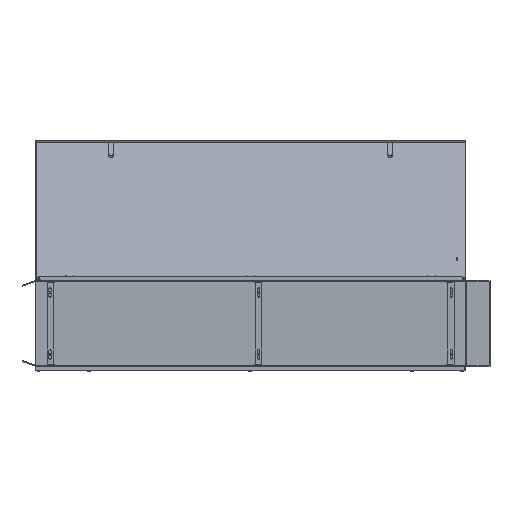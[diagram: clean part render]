
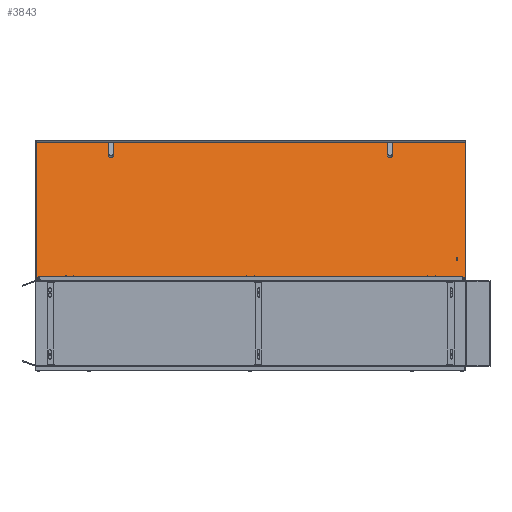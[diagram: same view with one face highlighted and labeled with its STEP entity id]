
A CAD part, left-side view. The second image highlights one B-rep face of the part: STEP entity #3843.
In plain terms, the highlighted face is planar.
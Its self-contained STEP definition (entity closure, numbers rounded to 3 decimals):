
#7 = VERTEX_POINT ( 'NONE', #16522 ) ;
#228 = ORIENTED_EDGE ( 'NONE', *, *, #9894, .F. ) ;
#493 = VERTEX_POINT ( 'NONE', #14999 ) ;
#551 = VERTEX_POINT ( 'NONE', #13335 ) ;
#648 = DIRECTION ( 'NONE',  ( 0., 0., 1. ) ) ;
#915 = PLANE ( 'NONE',  #8506 ) ;
#946 = CARTESIAN_POINT ( 'NONE',  ( -296., 0., -1. ) ) ;
#980 = EDGE_CURVE ( 'NONE', #7, #551, #11276, .T. ) ;
#1059 = EDGE_CURVE ( 'NONE', #18377, #16207, #13299, .T. ) ;
#1065 = AXIS2_PLACEMENT_3D ( 'NONE', #18532, #2721, #9011 ) ;
#1124 = LINE ( 'NONE', #19692, #20007 ) ;
#1359 = DIRECTION ( 'NONE',  ( 0., 0., -1. ) ) ;
#1497 = CARTESIAN_POINT ( 'NONE',  ( 209., -862., -1. ) ) ;
#1873 = DIRECTION ( 'NONE',  ( -1., 0., 0. ) ) ;
#1879 = ORIENTED_EDGE ( 'NONE', *, *, #16398, .F. ) ;
#2328 = DIRECTION ( 'NONE',  ( 1., 0., 0. ) ) ;
#2331 = EDGE_CURVE ( 'NONE', #493, #20257, #17504, .T. ) ;
#2430 = DIRECTION ( 'NONE',  ( 0., -1., 0. ) ) ;
#2533 = ORIENTED_EDGE ( 'NONE', *, *, #980, .T. ) ;
#2581 = CARTESIAN_POINT ( 'NONE',  ( 296., -896., -1. ) ) ;
#2717 = EDGE_CURVE ( 'NONE', #16270, #7739, #10014, .T. ) ;
#2721 = DIRECTION ( 'NONE',  ( 0., 0., 1. ) ) ;
#3039 = EDGE_CURVE ( 'NONE', #17428, #12317, #16791, .T. ) ;
#3106 = EDGE_CURVE ( 'NONE', #7739, #18377, #1124, .T. ) ;
#3524 = ORIENTED_EDGE ( 'NONE', *, *, #6330, .T. ) ;
#3682 = EDGE_CURVE ( 'NONE', #551, #7, #17107, .T. ) ;
#3737 = CARTESIAN_POINT ( 'NONE',  ( -253.5, 582., -1. ) ) ;
#3843 = ADVANCED_FACE ( 'NONE', ( #12344, #11368, #7135, #11126 ), #915, .F. ) ;
#3948 = ORIENTED_EDGE ( 'NONE', *, *, #2331, .F. ) ;
#4062 = DIRECTION ( 'NONE',  ( 1., 0., 0. ) ) ;
#4143 = CARTESIAN_POINT ( 'NONE',  ( -296., 896., -1. ) ) ;
#4247 = CARTESIAN_POINT ( 'NONE',  ( -296., -896., -1. ) ) ;
#4555 = CARTESIAN_POINT ( 'NONE',  ( 212., -862., -1. ) ) ;
#5766 = CIRCLE ( 'NONE', #13168, 3. ) ;
#6011 = DIRECTION ( 'NONE',  ( 1., 0., 0. ) ) ;
#6330 = EDGE_CURVE ( 'NONE', #12317, #17428, #10280, .T. ) ;
#7066 = DIRECTION ( 'NONE',  ( 1., 0., 0. ) ) ;
#7135 = FACE_OUTER_BOUND ( 'NONE', #7604, .T. ) ;
#7604 = EDGE_LOOP ( 'NONE', ( #14973, #228, #8308, #12409 ) ) ;
#7739 = VERTEX_POINT ( 'NONE', #4247 ) ;
#8125 = AXIS2_PLACEMENT_3D ( 'NONE', #18014, #17879, #10152 ) ;
#8299 = CARTESIAN_POINT ( 'NONE',  ( -230.5, 582., -1. ) ) ;
#8308 = ORIENTED_EDGE ( 'NONE', *, *, #1059, .F. ) ;
#8506 = AXIS2_PLACEMENT_3D ( 'NONE', #15044, #14982, #4062 ) ;
#9011 = DIRECTION ( 'NONE',  ( 1., 0., 0. ) ) ;
#9601 = DIRECTION ( 'NONE',  ( 0., 0., 1. ) ) ;
#9894 = EDGE_CURVE ( 'NONE', #16207, #16270, #11177, .T. ) ;
#10014 = LINE ( 'NONE', #946, #14538 ) ;
#10152 = DIRECTION ( 'NONE',  ( 1., 0., 0. ) ) ;
#10280 = CIRCLE ( 'NONE', #13615, 11.5 ) ;
#11126 = FACE_BOUND ( 'NONE', #11205, .T. ) ;
#11177 = LINE ( 'NONE', #17505, #15903 ) ;
#11205 = EDGE_LOOP ( 'NONE', ( #3948, #1879 ) ) ;
#11276 = CIRCLE ( 'NONE', #14917, 11.5 ) ;
#11368 = FACE_BOUND ( 'NONE', #18896, .T. ) ;
#11847 = CARTESIAN_POINT ( 'NONE',  ( 296., 896., -1. ) ) ;
#12317 = VERTEX_POINT ( 'NONE', #8299 ) ;
#12344 = FACE_BOUND ( 'NONE', #17797, .T. ) ;
#12409 = ORIENTED_EDGE ( 'NONE', *, *, #3106, .F. ) ;
#12498 = VECTOR ( 'NONE', #15854, 1000. ) ;
#12649 = CARTESIAN_POINT ( 'NONE',  ( 296., 0., -1. ) ) ;
#13168 = AXIS2_PLACEMENT_3D ( 'NONE', #4555, #1359, #6011 ) ;
#13299 = LINE ( 'NONE', #12649, #12498 ) ;
#13335 = CARTESIAN_POINT ( 'NONE',  ( -230.5, -582., -1. ) ) ;
#13610 = ORIENTED_EDGE ( 'NONE', *, *, #3682, .T. ) ;
#13615 = AXIS2_PLACEMENT_3D ( 'NONE', #18558, #9601, #20516 ) ;
#13636 = DIRECTION ( 'NONE',  ( 1., 0., 0. ) ) ;
#13957 = ORIENTED_EDGE ( 'NONE', *, *, #3039, .T. ) ;
#14538 = VECTOR ( 'NONE', #2430, 1000. ) ;
#14917 = AXIS2_PLACEMENT_3D ( 'NONE', #16615, #648, #2328 ) ;
#14973 = ORIENTED_EDGE ( 'NONE', *, *, #2717, .F. ) ;
#14982 = DIRECTION ( 'NONE',  ( 0., 0., 1. ) ) ;
#14999 = CARTESIAN_POINT ( 'NONE',  ( 215., -862., -1. ) ) ;
#15044 = CARTESIAN_POINT ( 'NONE',  ( 0., 0., -1. ) ) ;
#15854 = DIRECTION ( 'NONE',  ( 0., 1., 0. ) ) ;
#15903 = VECTOR ( 'NONE', #1873, 1000. ) ;
#16207 = VERTEX_POINT ( 'NONE', #11847 ) ;
#16270 = VERTEX_POINT ( 'NONE', #4143 ) ;
#16398 = EDGE_CURVE ( 'NONE', #20257, #493, #5766, .T. ) ;
#16522 = CARTESIAN_POINT ( 'NONE',  ( -253.5, -582., -1. ) ) ;
#16535 = DIRECTION ( 'NONE',  ( 0., 0., -1. ) ) ;
#16615 = CARTESIAN_POINT ( 'NONE',  ( -242., -582., -1. ) ) ;
#16791 = CIRCLE ( 'NONE', #1065, 11.5 ) ;
#17107 = CIRCLE ( 'NONE', #8125, 11.5 ) ;
#17428 = VERTEX_POINT ( 'NONE', #3737 ) ;
#17504 = CIRCLE ( 'NONE', #19404, 3. ) ;
#17505 = CARTESIAN_POINT ( 'NONE',  ( 0., 896., -1. ) ) ;
#17797 = EDGE_LOOP ( 'NONE', ( #13610, #2533 ) ) ;
#17879 = DIRECTION ( 'NONE',  ( 0., 0., 1. ) ) ;
#18014 = CARTESIAN_POINT ( 'NONE',  ( -242., -582., -1. ) ) ;
#18072 = CARTESIAN_POINT ( 'NONE',  ( 212., -862., -1. ) ) ;
#18377 = VERTEX_POINT ( 'NONE', #2581 ) ;
#18532 = CARTESIAN_POINT ( 'NONE',  ( -242., 582., -1. ) ) ;
#18558 = CARTESIAN_POINT ( 'NONE',  ( -242., 582., -1. ) ) ;
#18896 = EDGE_LOOP ( 'NONE', ( #3524, #13957 ) ) ;
#19404 = AXIS2_PLACEMENT_3D ( 'NONE', #18072, #16535, #13636 ) ;
#19692 = CARTESIAN_POINT ( 'NONE',  ( 0., -896., -1. ) ) ;
#20007 = VECTOR ( 'NONE', #7066, 1000. ) ;
#20257 = VERTEX_POINT ( 'NONE', #1497 ) ;
#20516 = DIRECTION ( 'NONE',  ( 1., 0., 0. ) ) ;
